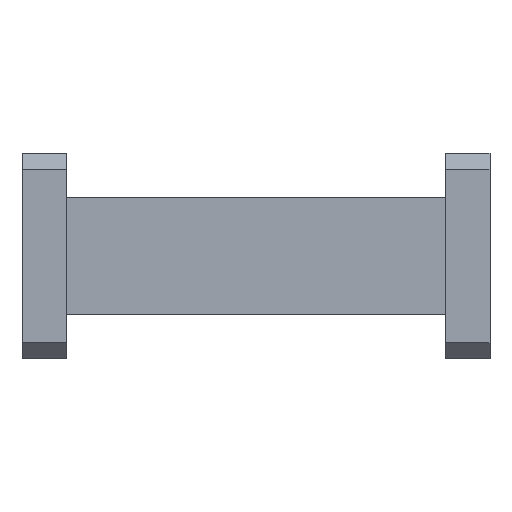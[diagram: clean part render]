
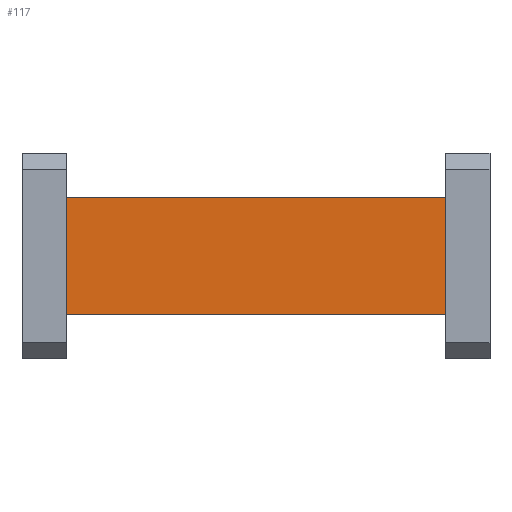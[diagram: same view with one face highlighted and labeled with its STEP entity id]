
A CAD part, front view. The second image highlights one B-rep face of the part: STEP entity #117.
In plain terms, the highlighted planar face has unit normal (0, -1, 0).
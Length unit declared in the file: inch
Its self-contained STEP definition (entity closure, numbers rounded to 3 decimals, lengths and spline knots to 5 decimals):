
#25 = CARTESIAN_POINT ( 'NONE',  ( 1.81, -0.125, -0.25 ) ) ;
#27 = CARTESIAN_POINT ( 'NONE',  ( 1.81, -0.125, 0. ) ) ;
#68 = LINE ( 'NONE', #1486, #1236 ) ;
#73 = DIRECTION ( 'NONE',  ( 0., 0., 1. ) ) ;
#90 = CARTESIAN_POINT ( 'NONE',  ( 0.19, -0.125, 0. ) ) ;
#117 = ADVANCED_FACE ( 'NONE', ( #887 ), #1474, .F. ) ;
#187 = CARTESIAN_POINT ( 'NONE',  ( 1.81, -0.125, -0.25 ) ) ;
#252 = DIRECTION ( 'NONE',  ( 0., 0., -1. ) ) ;
#302 = VECTOR ( 'NONE', #252, 39.37008 ) ;
#306 = EDGE_CURVE ( 'NONE', #483, #581, #508, .T. ) ;
#373 = DIRECTION ( 'NONE',  ( 1., 0., 0. ) ) ;
#405 = VERTEX_POINT ( 'NONE', #710 ) ;
#407 = CARTESIAN_POINT ( 'NONE',  ( 0.19, -0.125, 0.25 ) ) ;
#431 = DIRECTION ( 'NONE',  ( 1., 0., 0. ) ) ;
#437 = CARTESIAN_POINT ( 'NONE',  ( 1.81, -0.125, -0.25 ) ) ;
#480 = ORIENTED_EDGE ( 'NONE', *, *, #306, .T. ) ;
#483 = VERTEX_POINT ( 'NONE', #715 ) ;
#508 = LINE ( 'NONE', #25, #768 ) ;
#532 = EDGE_LOOP ( 'NONE', ( #480, #968, #913, #1358 ) ) ;
#581 = VERTEX_POINT ( 'NONE', #437 ) ;
#583 = EDGE_CURVE ( 'NONE', #483, #1161, #1046, .T. ) ;
#680 = DIRECTION ( 'NONE',  ( 0., 0., 1. ) ) ;
#710 = CARTESIAN_POINT ( 'NONE',  ( 1.81, -0.125, 0.25 ) ) ;
#715 = CARTESIAN_POINT ( 'NONE',  ( 0.19, -0.125, -0.25 ) ) ;
#768 = VECTOR ( 'NONE', #373, 39.37008 ) ;
#887 = FACE_OUTER_BOUND ( 'NONE', #532, .T. ) ;
#913 = ORIENTED_EDGE ( 'NONE', *, *, #1215, .F. ) ;
#968 = ORIENTED_EDGE ( 'NONE', *, *, #975, .F. ) ;
#975 = EDGE_CURVE ( 'NONE', #405, #581, #979, .T. ) ;
#979 = LINE ( 'NONE', #27, #302 ) ;
#1046 = LINE ( 'NONE', #90, #1316 ) ;
#1161 = VERTEX_POINT ( 'NONE', #407 ) ;
#1215 = EDGE_CURVE ( 'NONE', #1161, #405, #68, .T. ) ;
#1236 = VECTOR ( 'NONE', #431, 39.37008 ) ;
#1316 = VECTOR ( 'NONE', #680, 39.37008 ) ;
#1349 = AXIS2_PLACEMENT_3D ( 'NONE', #187, #1496, #73 ) ;
#1358 = ORIENTED_EDGE ( 'NONE', *, *, #583, .F. ) ;
#1474 = PLANE ( 'NONE',  #1349 ) ;
#1486 = CARTESIAN_POINT ( 'NONE',  ( 1.81, -0.125, 0.25 ) ) ;
#1496 = DIRECTION ( 'NONE',  ( 0., 1., 0. ) ) ;
